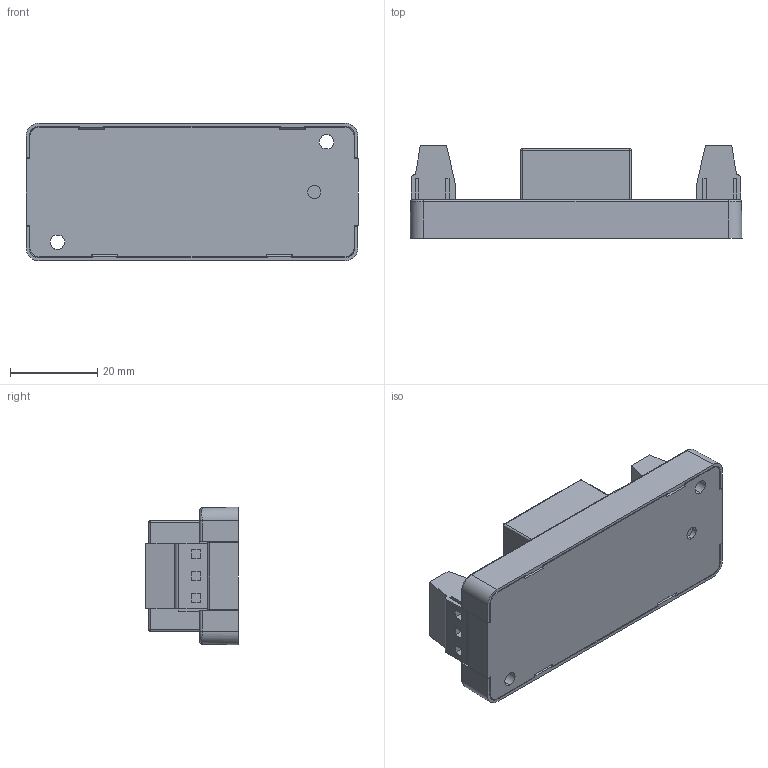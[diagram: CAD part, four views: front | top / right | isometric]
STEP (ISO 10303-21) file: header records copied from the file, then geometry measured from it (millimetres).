
FILE_DESCRIPTION (( 'STEP AP214' ), '1' );
FILE_NAME ('CUI_PDQE10-Q24-S5-T.step', '2019-02-06T16:33:47', ( '' ), ( '' ), 'SwSTEP 2.0', 'SolidWorks 2018', '' );
FILE_SCHEMA (( 'AUTOMOTIVE_DESIGN' ));
Length unit declared in the file: millimetre
Products named in the file (3): PDQE10-D; CUI_PDQE10-Q24-S5-T; PDQE10-T base
Assembly tree (2 placements, depth 2):
  CUI_PDQE10-Q24-S5-T
    PDQE10-T base
    PDQE10-D
Bounding box: 76 x 21.2 x 31.5 mm (x, y, z)
Volume: 20572.8 mm3; surface area: 21662.3 mm2
Topology: 2 solids, 2 shells, 739 faces, 2176 edges, 1447 vertices
Faces by surface type: plane 565, cylinder 143, sphere 17, cone 10, torus 4
Entity records: 30298 total; most frequent: CARTESIAN_POINT 9310, ORIENTED_EDGE 4316, DIRECTION 3301, EDGE_CURVE 2158, LINE 1581, VECTOR 1581, VERTEX_POINT 1446, AXIS2_PLACEMENT_3D 860
